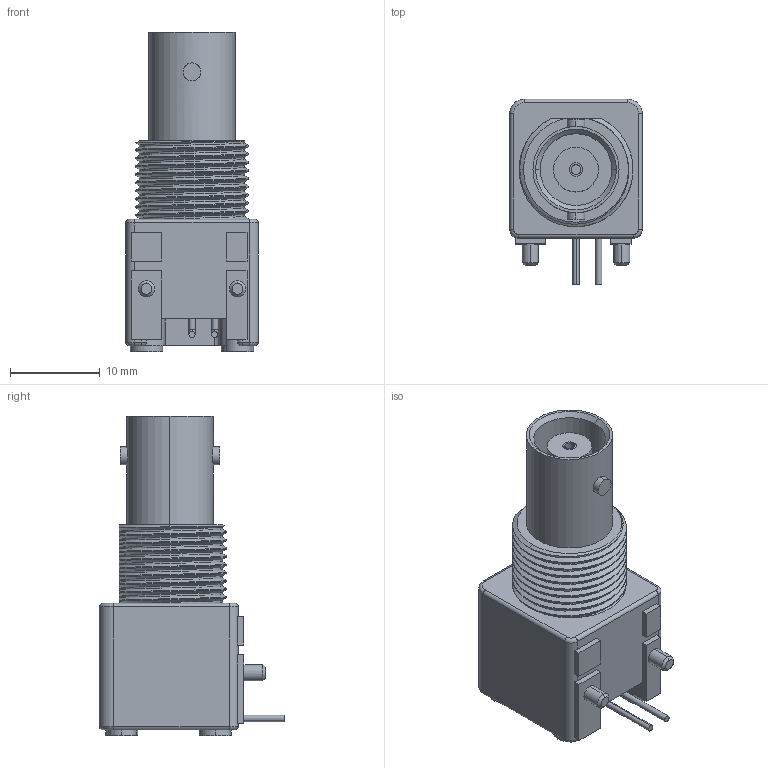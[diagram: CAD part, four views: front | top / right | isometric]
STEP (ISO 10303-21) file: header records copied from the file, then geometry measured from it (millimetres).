
FILE_DESCRIPTION (( 'STEP AP214' ), '1' );
FILE_NAME ('5222092-1.STEP', '2025-06-10T21:36:07', ( '' ), ( '' ), 'SwSTEP 2.0', 'SolidWorks 2021', '' );
FILE_SCHEMA (( 'AUTOMOTIVE_DESIGN' ));
Length unit declared in the file: millimetre
Products named in the file (1): 5222092-1
Bounding box: 14.76 x 20.67 x 35.57 mm (x, y, z)
Volume: 4471.9 mm3; surface area: 3154.3 mm2
Topology: 6 solids, 6 shells, 216 faces, 542 edges, 352 vertices
Faces by surface type: cylinder 97, plane 64, bspline 31, torus 15, cone 9
Entity records: 17432 total; most frequent: CARTESIAN_POINT 12528, ORIENTED_EDGE 1084, DIRECTION 935, EDGE_CURVE 542, AXIS2_PLACEMENT_3D 358, VERTEX_POINT 352, EDGE_LOOP 232, LINE 219
